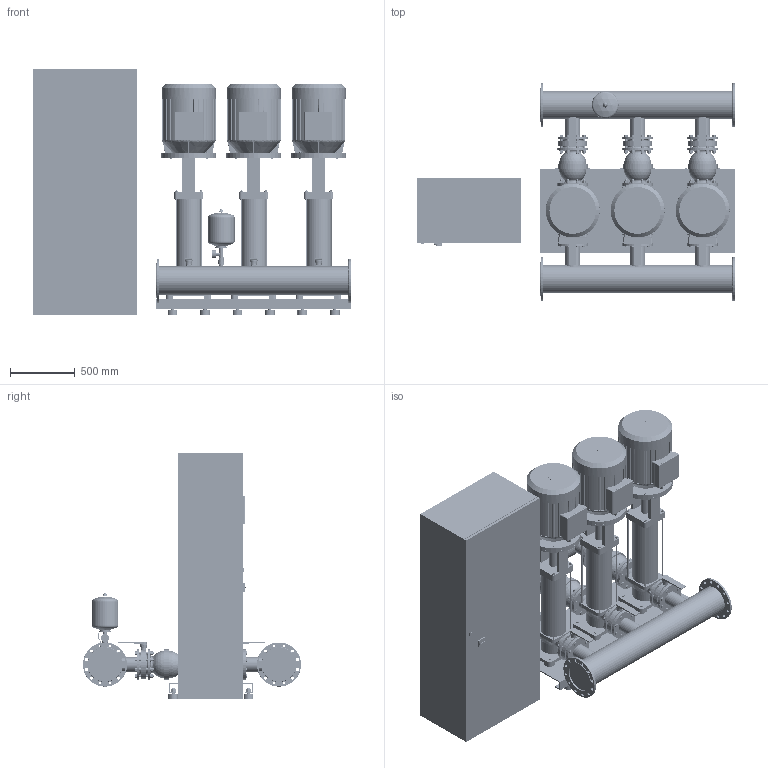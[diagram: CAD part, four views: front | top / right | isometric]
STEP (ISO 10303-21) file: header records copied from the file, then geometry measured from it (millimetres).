
FILE_DESCRIPTION((''),'2;1');
FILE_NAME('3d_CO-3MVI7006-PN25-2523208.stp','2011-08-26T13:41:32',(''),(''),'Mechanical Desktop 2009','Mechanical Desktop 2009',', , ');
FILE_SCHEMA(('CONFIG_CONTROL_DESIGN'));
Length unit declared in the file: millimetre
Products named in the file (1): Product
Bounding box: 2450 x 1679.55 x 1900 mm (x, y, z)
Volume: 1304500070.9 mm3; surface area: 26153155.8 mm2
Topology: 187 solids, 187 shells, 5273 faces, 12623 edges, 8234 vertices
Faces by surface type: plane 2668, cylinder 1607, bspline 536, cone 334, torus 90, sphere 38
Full cylindrical faces by diameter (mm): 114.3 x6, 225 x6
Entity records: 161765 total; most frequent: CARTESIAN_POINT 36194, DIRECTION 26446, ORIENTED_EDGE 25174, EDGE_CURVE 12587, AXIS2_PLACEMENT_3D 9276, VERTEX_POINT 8225, VECTOR 7894, LINE 7894
